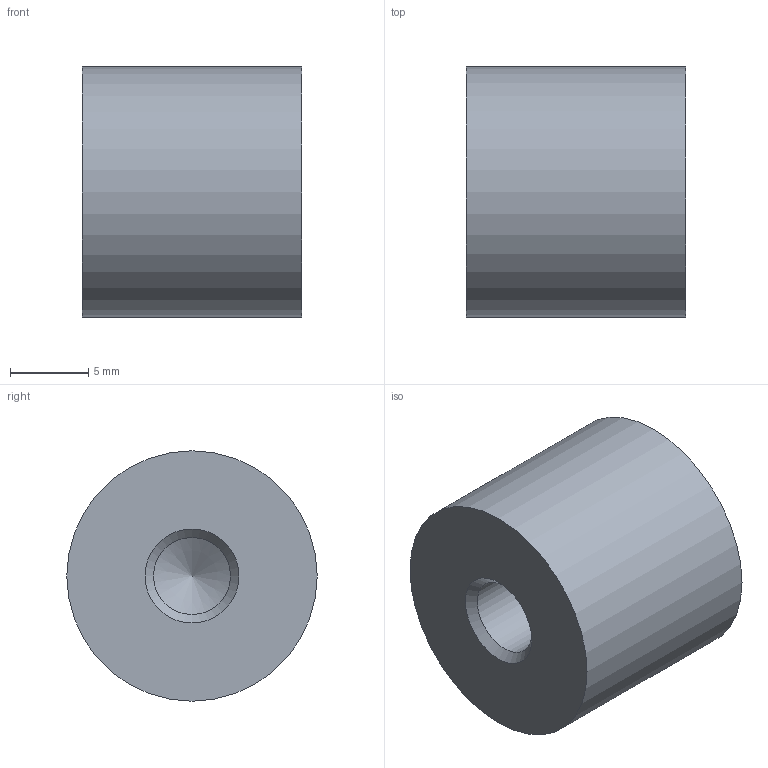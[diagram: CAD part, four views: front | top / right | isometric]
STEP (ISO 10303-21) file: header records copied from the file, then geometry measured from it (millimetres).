
FILE_DESCRIPTION( ( 'STEP AP203' ), ' ' );
FILE_NAME( '0IIRM1605UN.stp', '2016-03-01T09:28:55', ( '' ), ( '' ), ' ', 'PARTsolutions', ' ' );
FILE_SCHEMA( ( 'CONFIG_CONTROL_DESIGN' ) );
Length unit declared in the file: millimetre
Products named in the file (1): _0IIRM1605UN
Bounding box: 14 x 16 x 16 mm (x, y, z)
Volume: 2657.9 mm3; surface area: 1243.2 mm2
Topology: 1 solids, 1 shells, 81 faces, 212 edges, 141 vertices
Faces by surface type: plane 63, cylinder 16, cone 2
Full cylindrical faces by diameter (mm): 4.917 x1, 16 x1
Entity records: 2481 total; most frequent: CARTESIAN_POINT 428, ORIENTED_EDGE 412, DIRECTION 403, EDGE_CURVE 206, LINE 173, VECTOR 173, VERTEX_POINT 140, AXIS2_PLACEMENT_3D 115
